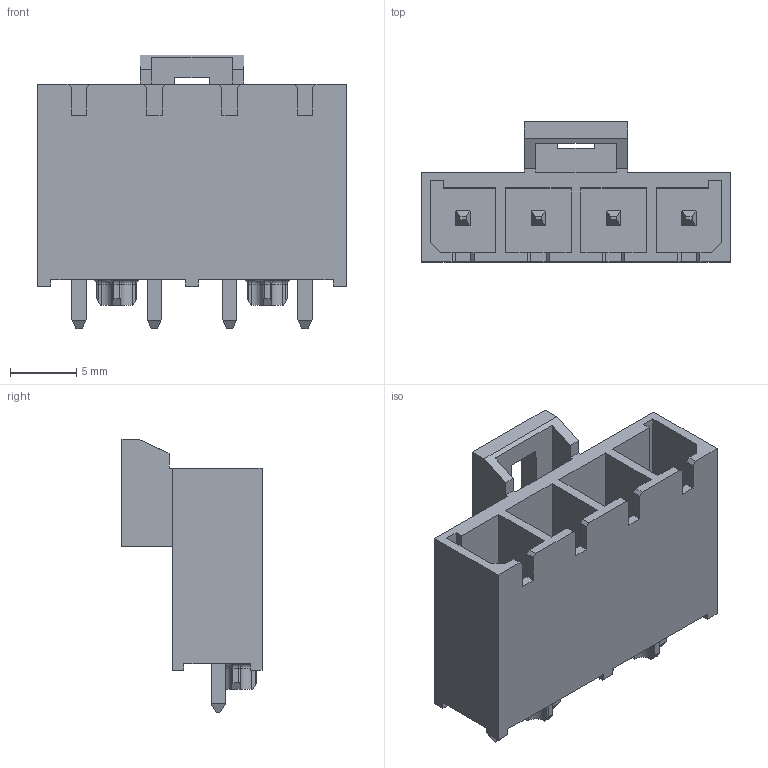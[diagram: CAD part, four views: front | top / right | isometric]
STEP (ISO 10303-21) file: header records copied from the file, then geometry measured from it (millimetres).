
FILE_DESCRIPTION((''),'2;1');
FILE_NAME('2002411114','2019-10-25T',('gga'),(''),'PRO/ENGINEER BY PARAMETRIC TECHNOLOGY CORPORATION, 2016010','PRO/ENGINEER BY PARAMETRIC TECHNOLOGY CORPORATION, 2016010','');
FILE_SCHEMA(('CONFIG_CONTROL_DESIGN'));
Length unit declared in the file: millimetre
Products named in the file (1): 2002411114
Bounding box: 23.45 x 10.6 x 20.73 mm (x, y, z)
Volume: 1444.1 mm3; surface area: 2556.9 mm2
Topology: 1 solids, 1 shells, 280 faces, 768 edges, 500 vertices
Faces by surface type: plane 208, cylinder 48, torus 24
Entity records: 8797 total; most frequent: CARTESIAN_POINT 1585, ORIENTED_EDGE 1512, DIRECTION 1430, EDGE_CURVE 756, VECTOR 636, LINE 636, VERTEX_POINT 488, AXIS2_PLACEMENT_3D 397
